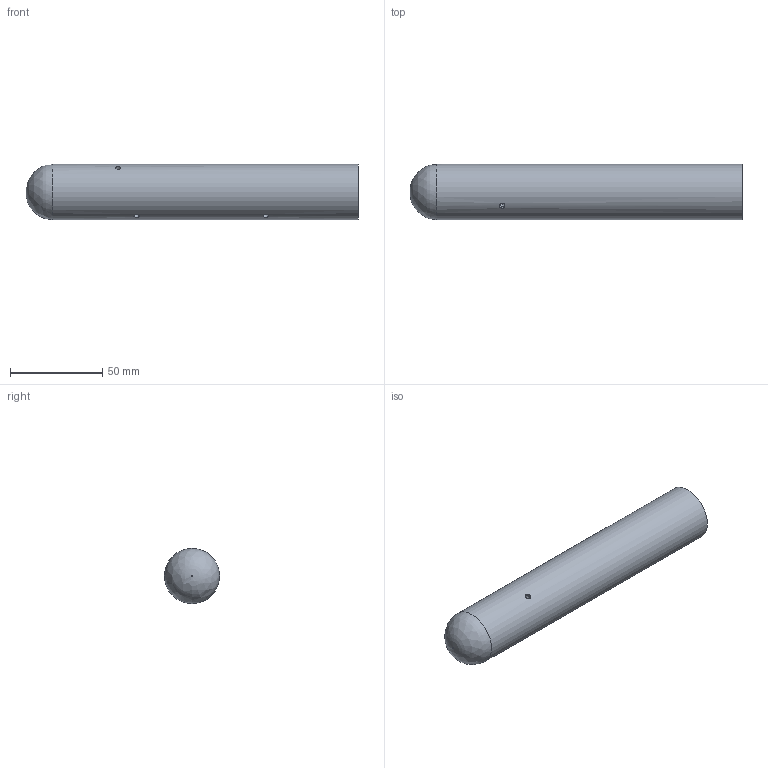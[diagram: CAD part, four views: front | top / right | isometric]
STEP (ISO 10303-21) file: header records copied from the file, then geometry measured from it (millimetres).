
FILE_DESCRIPTION(/* description */ (''),/* implementation_level */ '2;1');
FILE_NAME(/* name */ 'SVC.stp',/* time_stamp */ '2021-10-08T14:42:59-06:00',/* author */ ('devinvanelburg'),/* organization */ (''),/* preprocessor_version */ 'ST-DEVELOPER v17.2',/* originating_system */ 'Autodesk Inventor 2019',/* authorisation */ '');
FILE_SCHEMA (('AUTOMOTIVE_DESIGN { 1 0 10303 214 3 1 1 }'));
Length unit declared in the file: millimetre
Products named in the file (1): SVC
Bounding box: 180 x 30 x 30 mm (x, y, z)
Volume: 57605.9 mm3; surface area: 29641.5 mm2
Topology: 1 solids, 1 shells, 15 faces, 54 edges, 50 vertices
Faces by surface type: cylinder 6, sphere 4, plane 3, bspline 2
Full cylindrical faces by diameter (mm): 3 x4, 22.1 x1, 30 x1
Entity records: 767 total; most frequent: CARTESIAN_POINT 295, DIRECTION 90, ORIENTED_EDGE 74, AXIS2_PLACEMENT_3D 42, EDGE_CURVE 37, VERTEX_POINT 29, CIRCLE 28, EDGE_LOOP 20
